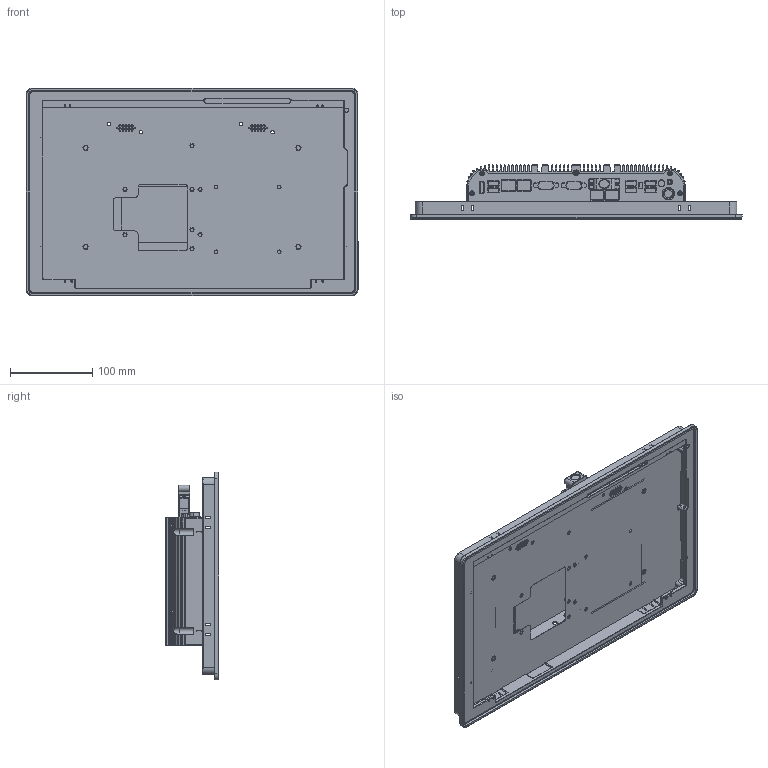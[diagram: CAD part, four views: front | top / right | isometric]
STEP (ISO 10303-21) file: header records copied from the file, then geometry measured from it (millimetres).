
FILE_DESCRIPTION (( 'STEP AP214' ), '1' );
FILE_NAME ('IFC-815WR.STEP', '2025-03-15T00:50:09', ( '' ), ( '' ), 'SwSTEP 2.0', 'SolidWorks 2024', '' );
FILE_SCHEMA (( 'AUTOMOTIVE_DESIGN' ));
Length unit declared in the file: millimetre
Products named in the file (1): IFC-815WR
Bounding box: 402.76 x 65.3 x 252.19 mm (x, y, z)
Volume: 835216.1 mm3; surface area: 644088.5 mm2
Topology: 39 solids, 39 shells, 3956 faces, 10543 edges, 6806 vertices
Faces by surface type: plane 1830, cylinder 1650, bspline 262, cone 190, torus 24
Entity records: 142705 total; most frequent: CARTESIAN_POINT 44188, ORIENTED_EDGE 20970, DIRECTION 19510, EDGE_CURVE 10485, VERTEX_POINT 6806, AXIS2_PLACEMENT_3D 6552, VECTOR 6406, LINE 6406
